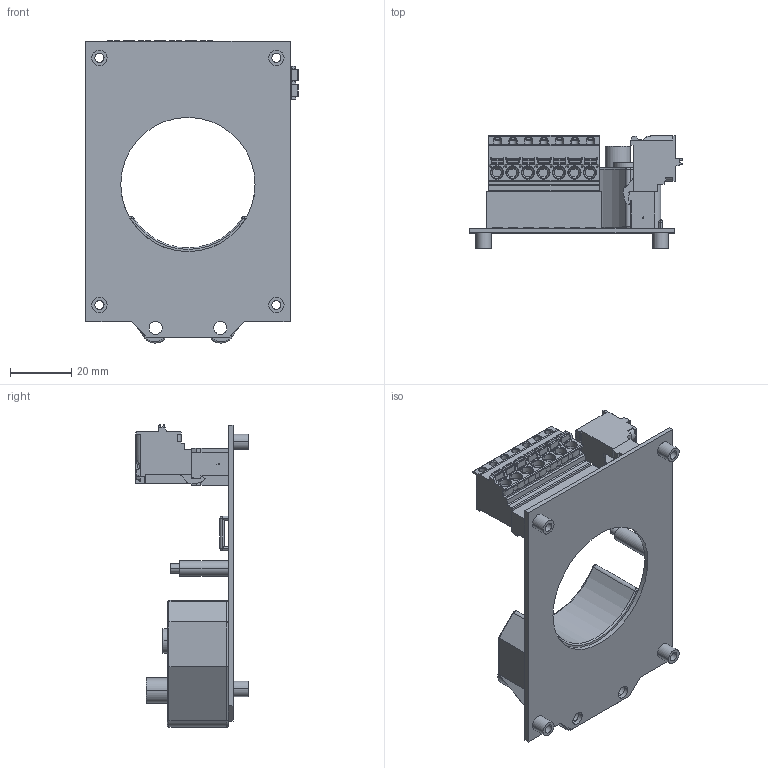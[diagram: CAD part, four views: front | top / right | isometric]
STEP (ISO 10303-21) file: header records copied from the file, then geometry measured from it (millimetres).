
FILE_DESCRIPTION((''),'2;1');
FILE_NAME('DM_CAD-2028_SW0001','2014-10-07T',('Creinig-se'),(''),'PRO/ENGINEER BY PARAMETRIC TECHNOLOGY CORPORATION, 2013050','PRO/ENGINEER BY PARAMETRIC TECHNOLOGY CORPORATION, 2013050','');
FILE_SCHEMA(('CONFIG_CONTROL_DESIGN'));
Length unit declared in the file: millimetre
Products named in the file (1): DM_CAD-2028_SW0001
Bounding box: 69.67 x 36.9 x 99.07 mm (x, y, z)
Volume: 53189 mm3; surface area: 24851.3 mm2
Topology: 2 solids, 2 shells, 1318 faces, 3684 edges, 2517 vertices
Faces by surface type: plane 859, cylinder 363, cone 39, torus 28, sphere 25, bspline 4
Entity records: 52407 total; most frequent: CARTESIAN_POINT 8693, ORIENTED_EDGE 7112, DIRECTION 7063, EDGE_CURVE 3556, VECTOR 2599, LINE 2599, VERTEX_POINT 2303, AXIS2_PLACEMENT_3D 2232
